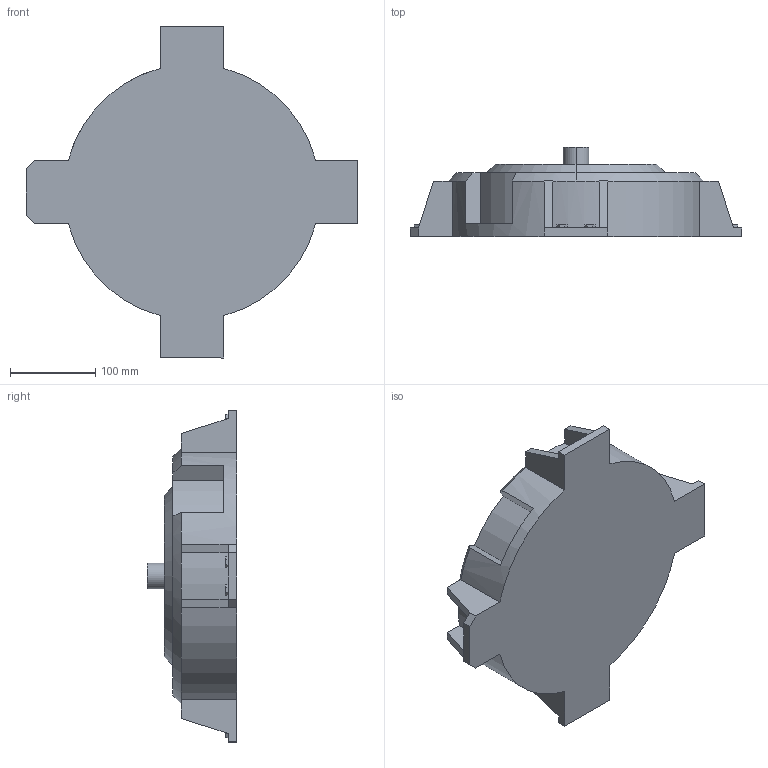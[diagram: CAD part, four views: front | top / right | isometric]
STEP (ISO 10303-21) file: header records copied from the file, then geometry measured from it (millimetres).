
FILE_DESCRIPTION (( 'STEP AP203' ), '1' );
FILE_NAME ('Part1_Default_sldprt.STEP', '2023-07-04T16:16:49', ( '' ), ( '' ), 'SwSTEP 2.0', 'SolidWorks 2022', '' );
FILE_SCHEMA (( 'CONFIG_CONTROL_DESIGN' ));
Length unit declared in the file: millimetre
Products named in the file (1): Part1_Default_sldprt
Bounding box: 390.47 x 105 x 390.47 mm (x, y, z)
Volume: 5773811.7 mm3; surface area: 270926.9 mm2
Topology: 1 solids, 1 shells, 122 faces, 311 edges, 201 vertices
Faces by surface type: plane 105, cylinder 12, cone 5
Entity records: 3702 total; most frequent: CARTESIAN_POINT 635, ORIENTED_EDGE 622, DIRECTION 599, EDGE_CURVE 311, LINE 269, VECTOR 269, VERTEX_POINT 201, AXIS2_PLACEMENT_3D 165
